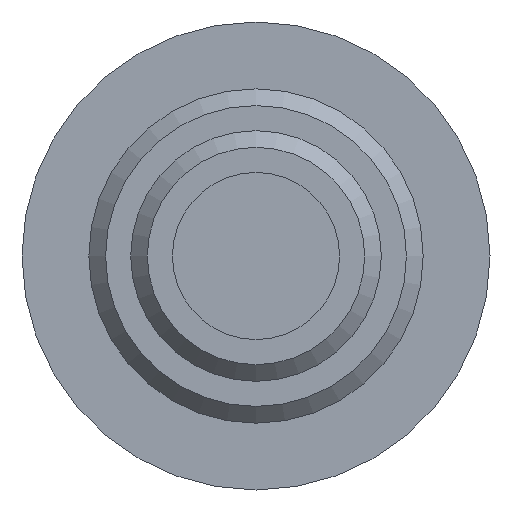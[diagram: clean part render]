
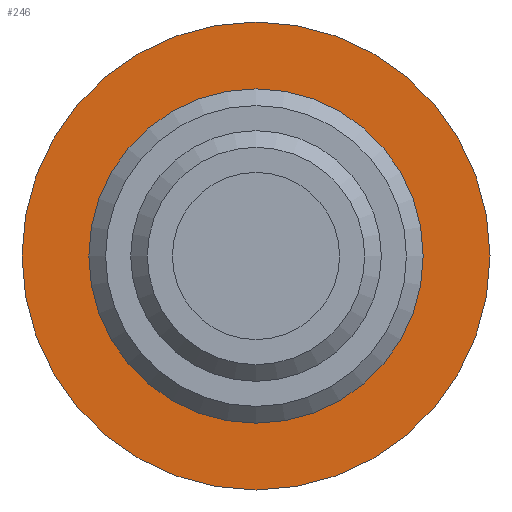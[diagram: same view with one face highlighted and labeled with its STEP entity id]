
A CAD part, front view. The second image highlights one B-rep face of the part: STEP entity #246.
In plain terms, the highlighted planar face has unit normal (0, -1, 0).
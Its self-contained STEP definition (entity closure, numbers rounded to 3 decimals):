
#27=FACE_BOUND('',#93,.T.);
#39=CIRCLE('',#273,10.);
#41=CIRCLE('',#278,14.);
#64=FACE_OUTER_BOUND('',#92,.T.);
#92=EDGE_LOOP('',(#212));
#93=EDGE_LOOP('',(#213));
#140=VERTEX_POINT('',#412);
#142=VERTEX_POINT('',#419);
#165=EDGE_CURVE('',#140,#140,#39,.T.);
#167=EDGE_CURVE('',#142,#142,#41,.T.);
#212=ORIENTED_EDGE('',*,*,#167,.F.);
#213=ORIENTED_EDGE('',*,*,#165,.T.);
#229=PLANE('',#277);
#246=ADVANCED_FACE('',(#64,#27),#229,.T.);
#273=AXIS2_PLACEMENT_3D('',#413,#340,#341);
#277=AXIS2_PLACEMENT_3D('',#418,#348,#349);
#278=AXIS2_PLACEMENT_3D('',#420,#350,#351);
#340=DIRECTION('center_axis',(0.,1.,0.));
#341=DIRECTION('ref_axis',(-1.,0.,0.));
#348=DIRECTION('center_axis',(0.,-1.,0.));
#349=DIRECTION('ref_axis',(0.,0.,-1.));
#350=DIRECTION('center_axis',(0.,1.,0.));
#351=DIRECTION('ref_axis',(-1.,0.,0.));
#412=CARTESIAN_POINT('',(-10.,-4.,0.));
#413=CARTESIAN_POINT('Origin',(0.,-4.,0.));
#418=CARTESIAN_POINT('Origin',(-12.,-4.,0.));
#419=CARTESIAN_POINT('',(-14.,-4.,0.));
#420=CARTESIAN_POINT('Origin',(0.,-4.,0.));
